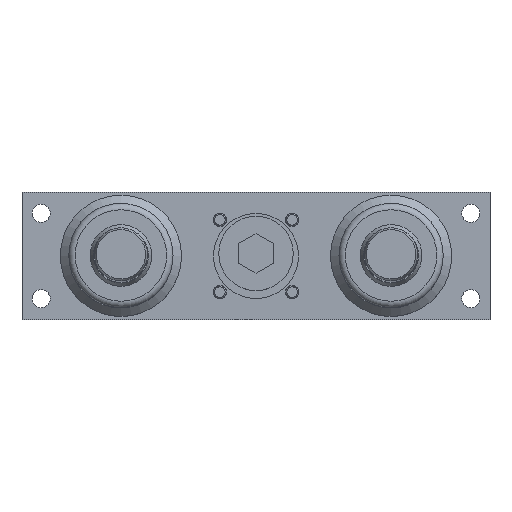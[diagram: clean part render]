
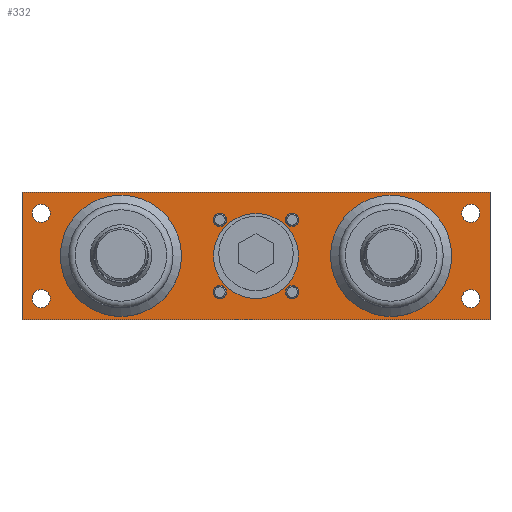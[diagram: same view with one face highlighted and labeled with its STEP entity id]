
A CAD part, top view. The second image highlights one B-rep face of the part: STEP entity #332.
In plain terms, the highlighted planar face has unit normal (0, 0, 1).
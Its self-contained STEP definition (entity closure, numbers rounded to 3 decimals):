
#332 = ADVANCED_FACE( '', ( #892, #893, #894, #895, #896, #897, #898, #899, #900, #901, #902, #903 ), #904, .F. );
#892 = FACE_BOUND( '', #1865, .T. );
#893 = FACE_OUTER_BOUND( '', #1866, .T. );
#894 = FACE_BOUND( '', #1867, .T. );
#895 = FACE_BOUND( '', #1868, .T. );
#896 = FACE_BOUND( '', #1869, .T. );
#897 = FACE_BOUND( '', #1870, .T. );
#898 = FACE_BOUND( '', #1871, .T. );
#899 = FACE_BOUND( '', #1872, .T. );
#900 = FACE_BOUND( '', #1873, .T. );
#901 = FACE_BOUND( '', #1874, .T. );
#902 = FACE_BOUND( '', #1875, .T. );
#903 = FACE_BOUND( '', #1876, .T. );
#904 = PLANE( '', #1877 );
#1865 = EDGE_LOOP( '', ( #2885 ) );
#1866 = EDGE_LOOP( '', ( #2886, #2887, #2888, #2889 ) );
#1867 = EDGE_LOOP( '', ( #2890 ) );
#1868 = EDGE_LOOP( '', ( #2891 ) );
#1869 = EDGE_LOOP( '', ( #2892 ) );
#1870 = EDGE_LOOP( '', ( #2893 ) );
#1871 = EDGE_LOOP( '', ( #2894 ) );
#1872 = EDGE_LOOP( '', ( #2895 ) );
#1873 = EDGE_LOOP( '', ( #2896 ) );
#1874 = EDGE_LOOP( '', ( #2897 ) );
#1875 = EDGE_LOOP( '', ( #2898 ) );
#1876 = EDGE_LOOP( '', ( #2899 ) );
#1877 = AXIS2_PLACEMENT_3D( '', #2900, #2901, #2902 );
#2885 = ORIENTED_EDGE( '', *, *, #4677, .T. );
#2886 = ORIENTED_EDGE( '', *, *, #4678, .F. );
#2887 = ORIENTED_EDGE( '', *, *, #4679, .F. );
#2888 = ORIENTED_EDGE( '', *, *, #4680, .F. );
#2889 = ORIENTED_EDGE( '', *, *, #4651, .F. );
#2890 = ORIENTED_EDGE( '', *, *, #4681, .T. );
#2891 = ORIENTED_EDGE( '', *, *, #4682, .F. );
#2892 = ORIENTED_EDGE( '', *, *, #4683, .F. );
#2893 = ORIENTED_EDGE( '', *, *, #4684, .T. );
#2894 = ORIENTED_EDGE( '', *, *, #4685, .T. );
#2895 = ORIENTED_EDGE( '', *, *, #4686, .T. );
#2896 = ORIENTED_EDGE( '', *, *, #4687, .T. );
#2897 = ORIENTED_EDGE( '', *, *, #4688, .T. );
#2898 = ORIENTED_EDGE( '', *, *, #4689, .T. );
#2899 = ORIENTED_EDGE( '', *, *, #4690, .F. );
#2900 = CARTESIAN_POINT( '', ( -110., 30., 13.8 ) );
#2901 = DIRECTION( '', ( 0., 0., -1. ) );
#2902 = DIRECTION( '', ( 0., 1., 0. ) );
#4651 = EDGE_CURVE( '', #5359, #5361, #5362, .T. );
#4677 = EDGE_CURVE( '', #5406, #5406, #5407, .T. );
#4678 = EDGE_CURVE( '', #5408, #5359, #5409, .T. );
#4679 = EDGE_CURVE( '', #5410, #5408, #5411, .T. );
#4680 = EDGE_CURVE( '', #5361, #5410, #5412, .T. );
#4681 = EDGE_CURVE( '', #5413, #5413, #5414, .T. );
#4682 = EDGE_CURVE( '', #5415, #5415, #5416, .T. );
#4683 = EDGE_CURVE( '', #5417, #5417, #5418, .T. );
#4684 = EDGE_CURVE( '', #5419, #5419, #5420, .T. );
#4685 = EDGE_CURVE( '', #5421, #5421, #5422, .T. );
#4686 = EDGE_CURVE( '', #5423, #5423, #5424, .T. );
#4687 = EDGE_CURVE( '', #5425, #5425, #5426, .T. );
#4688 = EDGE_CURVE( '', #5427, #5427, #5428, .T. );
#4689 = EDGE_CURVE( '', #5429, #5429, #5430, .T. );
#4690 = EDGE_CURVE( '', #5431, #5431, #5432, .T. );
#5359 = VERTEX_POINT( '', #6368 );
#5361 = VERTEX_POINT( '', #6371 );
#5362 = LINE( '', #6372, #6373 );
#5406 = VERTEX_POINT( '', #6467 );
#5407 = CIRCLE( '', #6468, 28.5 );
#5408 = VERTEX_POINT( '', #6469 );
#5409 = LINE( '', #6470, #6471 );
#5410 = VERTEX_POINT( '', #6472 );
#5411 = LINE( '', #6473, #6474 );
#5412 = LINE( '', #6475, #6476 );
#5413 = VERTEX_POINT( '', #6477 );
#5414 = CIRCLE( '', #6478, 4.25 );
#5415 = VERTEX_POINT( '', #6479 );
#5416 = CIRCLE( '', #6480, 4.25 );
#5417 = VERTEX_POINT( '', #6481 );
#5418 = CIRCLE( '', #6482, 4.25 );
#5419 = VERTEX_POINT( '', #6483 );
#5420 = CIRCLE( '', #6484, 4.25 );
#5421 = VERTEX_POINT( '', #6485 );
#5422 = CIRCLE( '', #6486, 3.1 );
#5423 = VERTEX_POINT( '', #6487 );
#5424 = CIRCLE( '', #6488, 3.1 );
#5425 = VERTEX_POINT( '', #6489 );
#5426 = CIRCLE( '', #6490, 3.1 );
#5427 = VERTEX_POINT( '', #6491 );
#5428 = CIRCLE( '', #6492, 3.1 );
#5429 = VERTEX_POINT( '', #6493 );
#5430 = CIRCLE( '', #6494, 19.98 );
#5431 = VERTEX_POINT( '', #6495 );
#5432 = CIRCLE( '', #6496, 28.5 );
#6368 = CARTESIAN_POINT( '', ( -110., 30., 13.8 ) );
#6371 = CARTESIAN_POINT( '', ( 110., 30., 13.8 ) );
#6372 = CARTESIAN_POINT( '', ( -110., 30., 13.8 ) );
#6373 = VECTOR( '', #8010, 1000. );
#6467 = CARTESIAN_POINT( '', ( 35., 0., 13.8 ) );
#6468 = AXIS2_PLACEMENT_3D( '', #8031, #8032, #8033 );
#6469 = CARTESIAN_POINT( '', ( -110., -30., 13.8 ) );
#6470 = CARTESIAN_POINT( '', ( -110., -30., 13.8 ) );
#6471 = VECTOR( '', #8034, 1000. );
#6472 = CARTESIAN_POINT( '', ( 110., -30., 13.8 ) );
#6473 = CARTESIAN_POINT( '', ( 110., -30., 13.8 ) );
#6474 = VECTOR( '', #8035, 1000. );
#6475 = CARTESIAN_POINT( '', ( 110., 30., 13.8 ) );
#6476 = VECTOR( '', #8036, 1000. );
#6477 = CARTESIAN_POINT( '', ( 105.25, 20., 13.8 ) );
#6478 = AXIS2_PLACEMENT_3D( '', #8037, #8038, #8039 );
#6479 = CARTESIAN_POINT( '', ( -105.25, 20., 13.8 ) );
#6480 = AXIS2_PLACEMENT_3D( '', #8040, #8041, #8042 );
#6481 = CARTESIAN_POINT( '', ( 105.25, -20., 13.8 ) );
#6482 = AXIS2_PLACEMENT_3D( '', #8043, #8044, #8045 );
#6483 = CARTESIAN_POINT( '', ( -105.25, -20., 13.8 ) );
#6484 = AXIS2_PLACEMENT_3D( '', #8046, #8047, #8048 );
#6485 = CARTESIAN_POINT( '', ( 20.071, 16.971, 13.8 ) );
#6486 = AXIS2_PLACEMENT_3D( '', #8049, #8050, #8051 );
#6487 = CARTESIAN_POINT( '', ( -16.971, 20.071, 13.8 ) );
#6488 = AXIS2_PLACEMENT_3D( '', #8052, #8053, #8054 );
#6489 = CARTESIAN_POINT( '', ( -20.071, -16.971, 13.8 ) );
#6490 = AXIS2_PLACEMENT_3D( '', #8055, #8056, #8057 );
#6491 = CARTESIAN_POINT( '', ( 16.971, -20.071, 13.8 ) );
#6492 = AXIS2_PLACEMENT_3D( '', #8058, #8059, #8060 );
#6493 = CARTESIAN_POINT( '', ( -19.98, 0., 13.8 ) );
#6494 = AXIS2_PLACEMENT_3D( '', #8061, #8062, #8063 );
#6495 = CARTESIAN_POINT( '', ( -35., 0., 13.8 ) );
#6496 = AXIS2_PLACEMENT_3D( '', #8064, #8065, #8066 );
#8010 = DIRECTION( '', ( 1., 0., 0. ) );
#8031 = CARTESIAN_POINT( '', ( 63.5, 0., 13.8 ) );
#8032 = DIRECTION( '', ( 0., 0., -1. ) );
#8033 = DIRECTION( '', ( -1., 0., 0. ) );
#8034 = DIRECTION( '', ( 0., 1., 0. ) );
#8035 = DIRECTION( '', ( -1., 0., 0. ) );
#8036 = DIRECTION( '', ( 0., -1., 0. ) );
#8037 = CARTESIAN_POINT( '', ( 101., 20., 13.8 ) );
#8038 = DIRECTION( '', ( 0., 0., -1. ) );
#8039 = DIRECTION( '', ( 1., 0., 0. ) );
#8040 = CARTESIAN_POINT( '', ( -101., 20., 13.8 ) );
#8041 = DIRECTION( '', ( 0., 0., 1. ) );
#8042 = DIRECTION( '', ( -1., 0., 0. ) );
#8043 = CARTESIAN_POINT( '', ( 101., -20., 13.8 ) );
#8044 = DIRECTION( '', ( 0., 0., 1. ) );
#8045 = DIRECTION( '', ( 1., 0., 0. ) );
#8046 = CARTESIAN_POINT( '', ( -101., -20., 13.8 ) );
#8047 = DIRECTION( '', ( 0., 0., -1. ) );
#8048 = DIRECTION( '', ( -1., 0., 0. ) );
#8049 = CARTESIAN_POINT( '', ( 16.971, 16.971, 13.8 ) );
#8050 = DIRECTION( '', ( 0., 0., -1. ) );
#8051 = DIRECTION( '', ( 1., 0., 0. ) );
#8052 = CARTESIAN_POINT( '', ( -16.971, 16.971, 13.8 ) );
#8053 = DIRECTION( '', ( 0., 0., -1. ) );
#8054 = DIRECTION( '', ( 0., 1., 0. ) );
#8055 = CARTESIAN_POINT( '', ( -16.971, -16.971, 13.8 ) );
#8056 = DIRECTION( '', ( 0., 0., -1. ) );
#8057 = DIRECTION( '', ( -1., 0., 0. ) );
#8058 = CARTESIAN_POINT( '', ( 16.971, -16.971, 13.8 ) );
#8059 = DIRECTION( '', ( 0., 0., -1. ) );
#8060 = DIRECTION( '', ( 0., -1., 0. ) );
#8061 = CARTESIAN_POINT( '', ( 0., 0., 13.8 ) );
#8062 = DIRECTION( '', ( 0., 0., -1. ) );
#8063 = DIRECTION( '', ( -1., 0., 0. ) );
#8064 = CARTESIAN_POINT( '', ( -63.5, 0., 13.8 ) );
#8065 = DIRECTION( '', ( 0., 0., 1. ) );
#8066 = DIRECTION( '', ( 1., 0., 0. ) );
